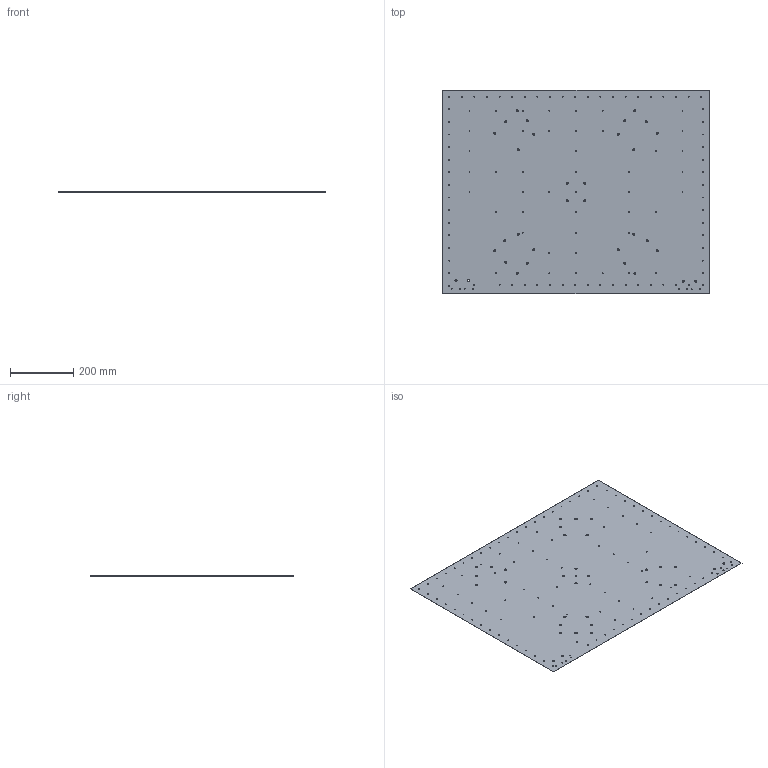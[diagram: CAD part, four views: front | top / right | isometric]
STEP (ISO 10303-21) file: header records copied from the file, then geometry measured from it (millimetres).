
FILE_DESCRIPTION(('Open CASCADE Model'),'2;1');
FILE_NAME('Open CASCADE Shape Model','2023-12-12T15:47:27',('Author'),( 'Open CASCADE'),'Open CASCADE STEP processor 7.5','Open CASCADE 7.5' ,'Unknown');
FILE_SCHEMA(('AUTOMOTIVE_DESIGN { 1 0 10303 214 1 1 1 1 }'));
Length unit declared in the file: millimetre
Products named in the file (3): PCB; Board; Open CASCADE STEP translator 7.5 2.1.1
Assembly tree (2 placements, depth 3):
  PCB
    Board
      Open CASCADE STEP translator 7.5 2.1.1
Bounding box: 845 x 645 x 0.41 mm (x, y, z)
Volume: 223454.5 mm3; surface area: 1088078.7 mm2
Topology: 1 solids, 1 shells, 242 faces, 720 edges, 480 vertices
Faces by surface type: cylinder 152, plane 90
Full cylindrical faces by diameter (mm): 3 x112, 3.3 x8, 6 x3, 6.5 x4, 6.6 x25
Entity records: 8921 total; most frequent: DIRECTION 1514, CARTESIAN_POINT 1445, ORIENTED_EDGE 1440, EDGE_CURVE 720, FACE_BOUND 550, EDGE_LOOP 550, AXIS2_PLACEMENT_3D 549, VERTEX_POINT 480
